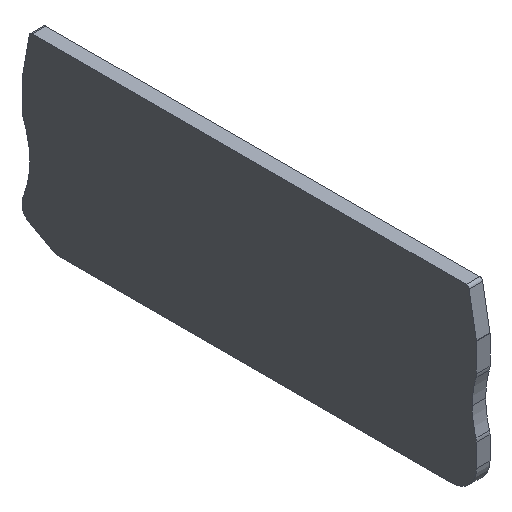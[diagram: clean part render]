
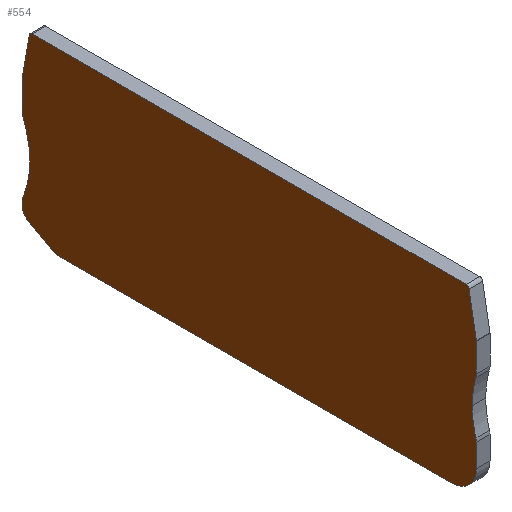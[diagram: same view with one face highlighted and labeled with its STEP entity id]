
A CAD part, isometric view. The second image highlights one B-rep face of the part: STEP entity #554.
In plain terms, the highlighted planar face has unit normal (-1, 0, 0).
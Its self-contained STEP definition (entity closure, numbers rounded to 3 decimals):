
#120=CARTESIAN_POINT('',(0.,70.355,-0.5));
#121=DIRECTION('',(-1.,0.,0.));
#122=DIRECTION('',(0.,0.,1.));
#123=AXIS2_PLACEMENT_3D('',#120,#121,#122);
#125=DIRECTION('',(0.,1.,0.));
#126=VECTOR('',#125,70.355);
#127=CARTESIAN_POINT('',(0.,0.,0.));
#128=LINE('',#127,#126);
#129=CARTESIAN_POINT('',(0.,0.,-0.5));
#130=DIRECTION('',(-1.,0.,0.));
#131=DIRECTION('',(0.,-0.985,0.174));
#132=AXIS2_PLACEMENT_3D('',#129,#130,#131);
#134=DIRECTION('',(0.,0.174,0.985));
#135=VECTOR('',#134,6.768);
#136=CARTESIAN_POINT('',(0.,-1.668,
-7.078));
#137=LINE('',#136,#135);
#138=CARTESIAN_POINT('',(0.,-1.175,-7.165));
#139=DIRECTION('',(-1.,0.,0.));
#140=DIRECTION('',(0.,-1.,0.));
#141=AXIS2_PLACEMENT_3D('',#138,#139,#140);
#143=DIRECTION('',(0.,0.,1.));
#144=VECTOR('',#143,4.588);
#145=CARTESIAN_POINT('',(0.,-1.675,
-11.753));
#146=LINE('',#145,#144);
#147=CARTESIAN_POINT('',(0.,0.325,
-11.753));
#148=DIRECTION('',(-1.,0.,0.));
#149=DIRECTION('',(0.,-0.959,-0.282));
#150=AXIS2_PLACEMENT_3D('',#147,#148,#149);
#152=CARTESIAN_POINT('',(0.,-15.984,-16.55));
#153=DIRECTION('',(1.,0.,0.));
#154=DIRECTION('',(0.,1.,0.));
#155=AXIS2_PLACEMENT_3D('',#152,#153,#154);
#157=CARTESIAN_POINT('',(0.,-15.984,-16.55));
#158=DIRECTION('',(1.,0.,0.));
#159=DIRECTION('',(0.,0.959,-0.282));
#160=AXIS2_PLACEMENT_3D('',#157,#158,#159);
#162=CARTESIAN_POINT('',(0.,0.325,
-21.347));
#163=DIRECTION('',(-1.,0.,0.));
#164=DIRECTION('',(0.,-1.,0.));
#165=AXIS2_PLACEMENT_3D('',#162,#163,#164);
#167=DIRECTION('',(0.,0.,1.));
#168=VECTOR('',#167,3.703);
#169=CARTESIAN_POINT('',(0.,-1.675,-25.05));
#170=LINE('',#169,#168);
#171=CARTESIAN_POINT('',(0.,2.325,-25.05));
#172=DIRECTION('',(-1.,0.,0.));
#173=DIRECTION('',(0.,0.,-1.));
#174=AXIS2_PLACEMENT_3D('',#171,#172,#173);
#176=DIRECTION('',(0.,-1.,0.));
#177=VECTOR('',#176,63.775);
#178=CARTESIAN_POINT('',(0.,66.1,-29.05));
#179=LINE('',#178,#177);
#180=CARTESIAN_POINT('',(0.,66.1,-27.05));
#181=DIRECTION('',(-1.,0.,0.));
#182=DIRECTION('',(0.,0.485,-0.874));
#183=AXIS2_PLACEMENT_3D('',#180,#181,#182);
#185=DIRECTION('',(0.,-0.874,-0.485));
#186=VECTOR('',#185,4.489);
#187=CARTESIAN_POINT('',(0.,70.995,
-26.621));
#188=LINE('',#187,#186);
#189=CARTESIAN_POINT('',(0.,70.025,
-24.872));
#190=DIRECTION('',(-1.,0.,0.));
#191=DIRECTION('',(0.,1.,0.));
#192=AXIS2_PLACEMENT_3D('',#189,#190,#191);
#194=DIRECTION('',(0.,0.,-1.));
#195=VECTOR('',#194,0.419);
#196=CARTESIAN_POINT('',(0.,72.025,
-24.454));
#197=LINE('',#196,#195);
#198=CARTESIAN_POINT('',(0.,70.025,
-24.454));
#199=DIRECTION('',(-1.,0.,0.));
#200=DIRECTION('',(0.,0.926,0.377));
#201=AXIS2_PLACEMENT_3D('',#198,#199,#200);
#203=CARTESIAN_POINT('',(0.,85.773,-18.05));
#204=DIRECTION('',(1.,0.,0.));
#205=DIRECTION('',(0.,-1.,0.));
#206=AXIS2_PLACEMENT_3D('',#203,#204,#205);
#208=CARTESIAN_POINT('',(0.,85.773,-18.05));
#209=DIRECTION('',(1.,0.,0.));
#210=DIRECTION('',(0.,-0.926,0.377));
#211=AXIS2_PLACEMENT_3D('',#208,#209,#210);
#213=CARTESIAN_POINT('',(0.,70.025,
-11.646));
#214=DIRECTION('',(-1.,0.,0.));
#215=DIRECTION('',(0.,1.,0.));
#216=AXIS2_PLACEMENT_3D('',#213,#214,#215);
#218=DIRECTION('',(0.,0.,-1.));
#219=VECTOR('',#218,4.512);
#220=CARTESIAN_POINT('',(0.,72.025,
-7.134));
#221=LINE('',#220,#219);
#222=CARTESIAN_POINT('',(0.,71.525,
-7.134));
#223=DIRECTION('',(-1.,0.,0.));
#224=DIRECTION('',(0.,0.985,0.174));
#225=AXIS2_PLACEMENT_3D('',#222,#223,#224);
#227=DIRECTION('',(0.,0.174,-0.985));
#228=VECTOR('',#227,6.736);
#229=CARTESIAN_POINT('',(0.,70.847,
-0.413));
#230=LINE('',#229,#228);
#323=CARTESIAN_POINT('',(0.,72.025,
-11.646));
#324=VERTEX_POINT('',#323);
#325=CARTESIAN_POINT('',(0.,72.025,
-7.134));
#326=VERTEX_POINT('',#325);
#327=CARTESIAN_POINT('',(0.,72.017,
-7.047));
#328=VERTEX_POINT('',#327);
#373=CARTESIAN_POINT('',(0.,2.325,-29.05));
#374=VERTEX_POINT('',#373);
#375=CARTESIAN_POINT('',(0.,66.1,-29.05));
#376=VERTEX_POINT('',#375);
#377=CARTESIAN_POINT('',(0.,67.07,
-28.799));
#378=VERTEX_POINT('',#377);
#379=CARTESIAN_POINT('',(0.,70.995,
-26.621));
#380=VERTEX_POINT('',#379);
#381=CARTESIAN_POINT('',(0.,72.025,
-24.872));
#382=VERTEX_POINT('',#381);
#383=CARTESIAN_POINT('',(0.,72.025,
-24.454));
#384=VERTEX_POINT('',#383);
#385=CARTESIAN_POINT('',(0.,71.877,
-23.7));
#386=VERTEX_POINT('',#385);
#387=CARTESIAN_POINT('',(0.,70.773,-18.05));
#388=VERTEX_POINT('',#387);
#389=CARTESIAN_POINT('',(0.,71.877,
-12.4));
#390=VERTEX_POINT('',#389);
#391=CARTESIAN_POINT('',(0.,70.355,
0.));
#392=CARTESIAN_POINT('',(0.,70.847,
-0.413));
#393=VERTEX_POINT('',#391);
#394=VERTEX_POINT('',#392);
#395=CARTESIAN_POINT('',(0.,-1.675,-25.05));
#396=VERTEX_POINT('',#395);
#397=CARTESIAN_POINT('',(0.,-1.675,
-21.347));
#398=VERTEX_POINT('',#397);
#399=CARTESIAN_POINT('',(0.,-1.594,
-20.783));
#400=VERTEX_POINT('',#399);
#401=CARTESIAN_POINT('',(0.,-0.984,-16.55));
#402=VERTEX_POINT('',#401);
#403=CARTESIAN_POINT('',(0.,-1.594,
-12.317));
#404=VERTEX_POINT('',#403);
#405=CARTESIAN_POINT('',(0.,-1.675,
-11.753));
#406=VERTEX_POINT('',#405);
#407=CARTESIAN_POINT('',(0.,-1.675,
-7.165));
#408=VERTEX_POINT('',#407);
#409=CARTESIAN_POINT('',(0.,-1.668,
-7.078));
#410=VERTEX_POINT('',#409);
#411=CARTESIAN_POINT('',(0.,-0.492,
-0.413));
#412=VERTEX_POINT('',#411);
#413=CARTESIAN_POINT('',(0.,0.,0.));
#414=VERTEX_POINT('',#413);
#501=CARTESIAN_POINT('',(0.,77.514,-31.955));
#502=DIRECTION('',(1.,0.,0.));
#503=DIRECTION('',(0.,1.,0.));
#504=AXIS2_PLACEMENT_3D('',#501,#502,#503);
#505=PLANE('',#504);
#507=ORIENTED_EDGE('',*,*,#506,.F.);
#509=ORIENTED_EDGE('',*,*,#508,.F.);
#511=ORIENTED_EDGE('',*,*,#510,.F.);
#513=ORIENTED_EDGE('',*,*,#512,.F.);
#515=ORIENTED_EDGE('',*,*,#514,.F.);
#517=ORIENTED_EDGE('',*,*,#516,.F.);
#519=ORIENTED_EDGE('',*,*,#518,.F.);
#521=ORIENTED_EDGE('',*,*,#520,.F.);
#523=ORIENTED_EDGE('',*,*,#522,.F.);
#525=ORIENTED_EDGE('',*,*,#524,.F.);
#527=ORIENTED_EDGE('',*,*,#526,.F.);
#529=ORIENTED_EDGE('',*,*,#528,.F.);
#531=ORIENTED_EDGE('',*,*,#530,.F.);
#532=ORIENTED_EDGE('',*,*,#491,.F.);
#534=ORIENTED_EDGE('',*,*,#533,.F.);
#536=ORIENTED_EDGE('',*,*,#535,.F.);
#538=ORIENTED_EDGE('',*,*,#537,.F.);
#540=ORIENTED_EDGE('',*,*,#539,.F.);
#542=ORIENTED_EDGE('',*,*,#541,.F.);
#544=ORIENTED_EDGE('',*,*,#543,.F.);
#546=ORIENTED_EDGE('',*,*,#545,.F.);
#547=ORIENTED_EDGE('',*,*,#424,.F.);
#549=ORIENTED_EDGE('',*,*,#548,.F.);
#551=ORIENTED_EDGE('',*,*,#550,.F.);
#552=EDGE_LOOP('',(#507,#509,#511,#513,#515,#517,#519,#521,#523,#525,#527,#529,
#531,#532,#534,#536,#538,#540,#542,#544,#546,#547,#549,#551));
#553=FACE_OUTER_BOUND('',#552,.F.);
#124=CIRCLE('',#123,0.5);
#133=CIRCLE('',#132,0.5);
#142=CIRCLE('',#141,0.5);
#151=CIRCLE('',#150,2.);
#156=CIRCLE('',#155,15.);
#161=CIRCLE('',#160,15.);
#166=CIRCLE('',#165,2.);
#175=CIRCLE('',#174,4.);
#184=CIRCLE('',#183,2.);
#193=CIRCLE('',#192,2.);
#202=CIRCLE('',#201,2.);
#207=CIRCLE('',#206,15.);
#212=CIRCLE('',#211,15.);
#217=CIRCLE('',#216,2.);
#226=CIRCLE('',#225,0.5);
#424=EDGE_CURVE('',#326,#324,#221,.T.);
#491=EDGE_CURVE('',#378,#376,#184,.T.);
#506=EDGE_CURVE('',#393,#394,#124,.T.);
#508=EDGE_CURVE('',#414,#393,#128,.T.);
#510=EDGE_CURVE('',#412,#414,#133,.T.);
#512=EDGE_CURVE('',#410,#412,#137,.T.);
#514=EDGE_CURVE('',#408,#410,#142,.T.);
#516=EDGE_CURVE('',#406,#408,#146,.T.);
#518=EDGE_CURVE('',#404,#406,#151,.T.);
#520=EDGE_CURVE('',#402,#404,#156,.T.);
#522=EDGE_CURVE('',#400,#402,#161,.T.);
#524=EDGE_CURVE('',#398,#400,#166,.T.);
#526=EDGE_CURVE('',#396,#398,#170,.T.);
#528=EDGE_CURVE('',#374,#396,#175,.T.);
#530=EDGE_CURVE('',#376,#374,#179,.T.);
#533=EDGE_CURVE('',#380,#378,#188,.T.);
#535=EDGE_CURVE('',#382,#380,#193,.T.);
#537=EDGE_CURVE('',#384,#382,#197,.T.);
#539=EDGE_CURVE('',#386,#384,#202,.T.);
#541=EDGE_CURVE('',#388,#386,#207,.T.);
#543=EDGE_CURVE('',#390,#388,#212,.T.);
#545=EDGE_CURVE('',#324,#390,#217,.T.);
#548=EDGE_CURVE('',#328,#326,#226,.T.);
#550=EDGE_CURVE('',#394,#328,#230,.T.);
#554=ADVANCED_FACE('',(#553),#505,.F.);
